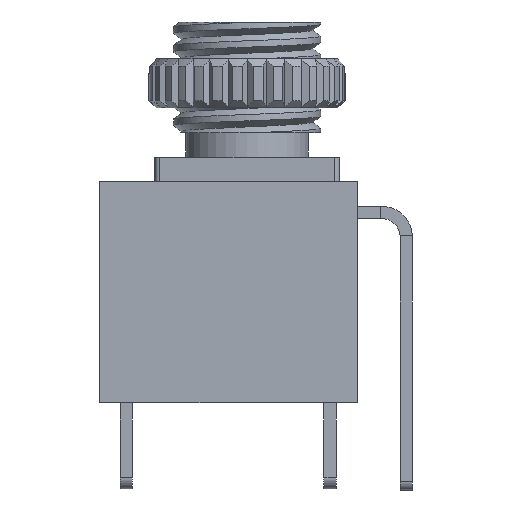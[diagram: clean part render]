
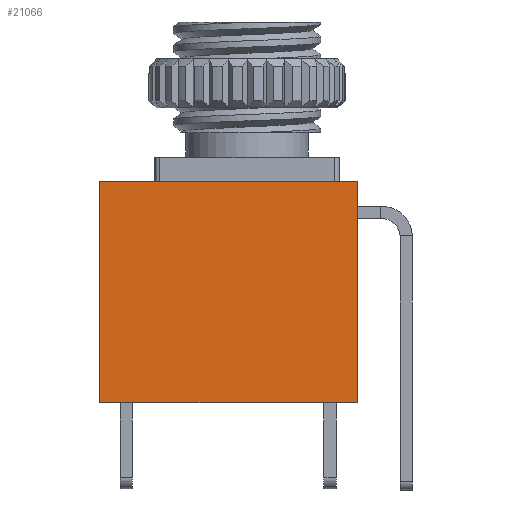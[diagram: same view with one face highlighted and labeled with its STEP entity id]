
A CAD part, left-side view. The second image highlights one B-rep face of the part: STEP entity #21066.
In plain terms, the highlighted planar face has unit normal (-1, 0, 0).
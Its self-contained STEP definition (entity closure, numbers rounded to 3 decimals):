
#18971 = VERTEX_POINT('',#18972);
#18972 = CARTESIAN_POINT('',(-5.,-4.5,9.));
#18979 = PLANE('',#18980);
#18980 = AXIS2_PLACEMENT_3D('',#18981,#18982,#18983);
#18981 = CARTESIAN_POINT('',(0.,0.75,9.));
#18982 = DIRECTION('',(-0.,-0.,-1.));
#18983 = DIRECTION('',(-1.,0.,0.));
#18991 = PLANE('',#18992);
#18992 = AXIS2_PLACEMENT_3D('',#18993,#18994,#18995);
#18993 = CARTESIAN_POINT('',(5.,-4.5,0.));
#18994 = DIRECTION('',(0.,-1.,0.));
#18995 = DIRECTION('',(-1.,0.,0.));
#19003 = EDGE_CURVE('',#18971,#19004,#19006,.T.);
#19004 = VERTEX_POINT('',#19005);
#19005 = CARTESIAN_POINT('',(-5.,6.,9.));
#19006 = SURFACE_CURVE('',#19007,(#19011,#19018),.PCURVE_S1.);
#19007 = LINE('',#19008,#19009);
#19008 = CARTESIAN_POINT('',(-5.,-4.5,9.));
#19009 = VECTOR('',#19010,1.);
#19010 = DIRECTION('',(0.,1.,0.));
#19011 = PCURVE('',#18979,#19012);
#19012 = DEFINITIONAL_REPRESENTATION('',(#19013),#19017);
#19013 = LINE('',#19014,#19015);
#19014 = CARTESIAN_POINT('',(5.,-5.25));
#19015 = VECTOR('',#19016,1.);
#19016 = DIRECTION('',(0.,1.));
#19017 = ( GEOMETRIC_REPRESENTATION_CONTEXT(2) 
PARAMETRIC_REPRESENTATION_CONTEXT() REPRESENTATION_CONTEXT('2D SPACE',''
  ) );
#19018 = PCURVE('',#19019,#19024);
#19019 = PLANE('',#19020);
#19020 = AXIS2_PLACEMENT_3D('',#19021,#19022,#19023);
#19021 = CARTESIAN_POINT('',(-5.,-4.5,0.));
#19022 = DIRECTION('',(-1.,0.,0.));
#19023 = DIRECTION('',(0.,1.,0.));
#19024 = DEFINITIONAL_REPRESENTATION('',(#19025),#19029);
#19025 = LINE('',#19026,#19027);
#19026 = CARTESIAN_POINT('',(0.,-9.));
#19027 = VECTOR('',#19028,1.);
#19028 = DIRECTION('',(1.,0.));
#19029 = ( GEOMETRIC_REPRESENTATION_CONTEXT(2) 
PARAMETRIC_REPRESENTATION_CONTEXT() REPRESENTATION_CONTEXT('2D SPACE',''
  ) );
#19047 = PLANE('',#19048);
#19048 = AXIS2_PLACEMENT_3D('',#19049,#19050,#19051);
#19049 = CARTESIAN_POINT('',(-5.,6.,0.));
#19050 = DIRECTION('',(0.,1.,0.));
#19051 = DIRECTION('',(1.,0.,0.));
#19532 = VERTEX_POINT('',#19533);
#19533 = CARTESIAN_POINT('',(-5.,-4.5,0.));
#19547 = PLANE('',#19548);
#19548 = AXIS2_PLACEMENT_3D('',#19549,#19550,#19551);
#19549 = CARTESIAN_POINT('',(0.,0.75,0.));
#19550 = DIRECTION('',(-0.,-0.,-1.));
#19551 = DIRECTION('',(-1.,0.,0.));
#19766 = EDGE_CURVE('',#19532,#18971,#19767,.T.);
#19767 = SURFACE_CURVE('',#19768,(#19772,#19779),.PCURVE_S1.);
#19768 = LINE('',#19769,#19770);
#19769 = CARTESIAN_POINT('',(-5.,-4.5,0.));
#19770 = VECTOR('',#19771,1.);
#19771 = DIRECTION('',(0.,0.,1.));
#19772 = PCURVE('',#18991,#19773);
#19773 = DEFINITIONAL_REPRESENTATION('',(#19774),#19778);
#19774 = LINE('',#19775,#19776);
#19775 = CARTESIAN_POINT('',(10.,0.));
#19776 = VECTOR('',#19777,1.);
#19777 = DIRECTION('',(0.,-1.));
#19778 = ( GEOMETRIC_REPRESENTATION_CONTEXT(2) 
PARAMETRIC_REPRESENTATION_CONTEXT() REPRESENTATION_CONTEXT('2D SPACE',''
  ) );
#19779 = PCURVE('',#19019,#19780);
#19780 = DEFINITIONAL_REPRESENTATION('',(#19781),#19785);
#19781 = LINE('',#19782,#19783);
#19782 = CARTESIAN_POINT('',(0.,0.));
#19783 = VECTOR('',#19784,1.);
#19784 = DIRECTION('',(0.,-1.));
#19785 = ( GEOMETRIC_REPRESENTATION_CONTEXT(2) 
PARAMETRIC_REPRESENTATION_CONTEXT() REPRESENTATION_CONTEXT('2D SPACE',''
  ) );
#20727 = VERTEX_POINT('',#20728);
#20728 = CARTESIAN_POINT('',(-5.,6.,0.));
#20749 = EDGE_CURVE('',#20727,#19004,#20750,.T.);
#20750 = SURFACE_CURVE('',#20751,(#20755,#20762),.PCURVE_S1.);
#20751 = LINE('',#20752,#20753);
#20752 = CARTESIAN_POINT('',(-5.,6.,0.));
#20753 = VECTOR('',#20754,1.);
#20754 = DIRECTION('',(0.,0.,1.));
#20755 = PCURVE('',#19047,#20756);
#20756 = DEFINITIONAL_REPRESENTATION('',(#20757),#20761);
#20757 = LINE('',#20758,#20759);
#20758 = CARTESIAN_POINT('',(0.,0.));
#20759 = VECTOR('',#20760,1.);
#20760 = DIRECTION('',(0.,-1.));
#20761 = ( GEOMETRIC_REPRESENTATION_CONTEXT(2) 
PARAMETRIC_REPRESENTATION_CONTEXT() REPRESENTATION_CONTEXT('2D SPACE',''
  ) );
#20762 = PCURVE('',#19019,#20763);
#20763 = DEFINITIONAL_REPRESENTATION('',(#20764),#20768);
#20764 = LINE('',#20765,#20766);
#20765 = CARTESIAN_POINT('',(10.5,0.));
#20766 = VECTOR('',#20767,1.);
#20767 = DIRECTION('',(0.,-1.));
#20768 = ( GEOMETRIC_REPRESENTATION_CONTEXT(2) 
PARAMETRIC_REPRESENTATION_CONTEXT() REPRESENTATION_CONTEXT('2D SPACE',''
  ) );
#21066 = ADVANCED_FACE('',(#21067),#19019,.T.);
#21067 = FACE_BOUND('',#21068,.T.);
#21068 = EDGE_LOOP('',(#21069,#21070,#21071,#21072));
#21069 = ORIENTED_EDGE('',*,*,#19766,.T.);
#21070 = ORIENTED_EDGE('',*,*,#19003,.T.);
#21071 = ORIENTED_EDGE('',*,*,#20749,.F.);
#21072 = ORIENTED_EDGE('',*,*,#21073,.F.);
#21073 = EDGE_CURVE('',#19532,#20727,#21074,.T.);
#21074 = SURFACE_CURVE('',#21075,(#21079,#21086),.PCURVE_S1.);
#21075 = LINE('',#21076,#21077);
#21076 = CARTESIAN_POINT('',(-5.,-4.5,0.));
#21077 = VECTOR('',#21078,1.);
#21078 = DIRECTION('',(0.,1.,0.));
#21079 = PCURVE('',#19019,#21080);
#21080 = DEFINITIONAL_REPRESENTATION('',(#21081),#21085);
#21081 = LINE('',#21082,#21083);
#21082 = CARTESIAN_POINT('',(0.,0.));
#21083 = VECTOR('',#21084,1.);
#21084 = DIRECTION('',(1.,0.));
#21085 = ( GEOMETRIC_REPRESENTATION_CONTEXT(2) 
PARAMETRIC_REPRESENTATION_CONTEXT() REPRESENTATION_CONTEXT('2D SPACE',''
  ) );
#21086 = PCURVE('',#19547,#21087);
#21087 = DEFINITIONAL_REPRESENTATION('',(#21088),#21092);
#21088 = LINE('',#21089,#21090);
#21089 = CARTESIAN_POINT('',(5.,-5.25));
#21090 = VECTOR('',#21091,1.);
#21091 = DIRECTION('',(0.,1.));
#21092 = ( GEOMETRIC_REPRESENTATION_CONTEXT(2) 
PARAMETRIC_REPRESENTATION_CONTEXT() REPRESENTATION_CONTEXT('2D SPACE',''
  ) );
